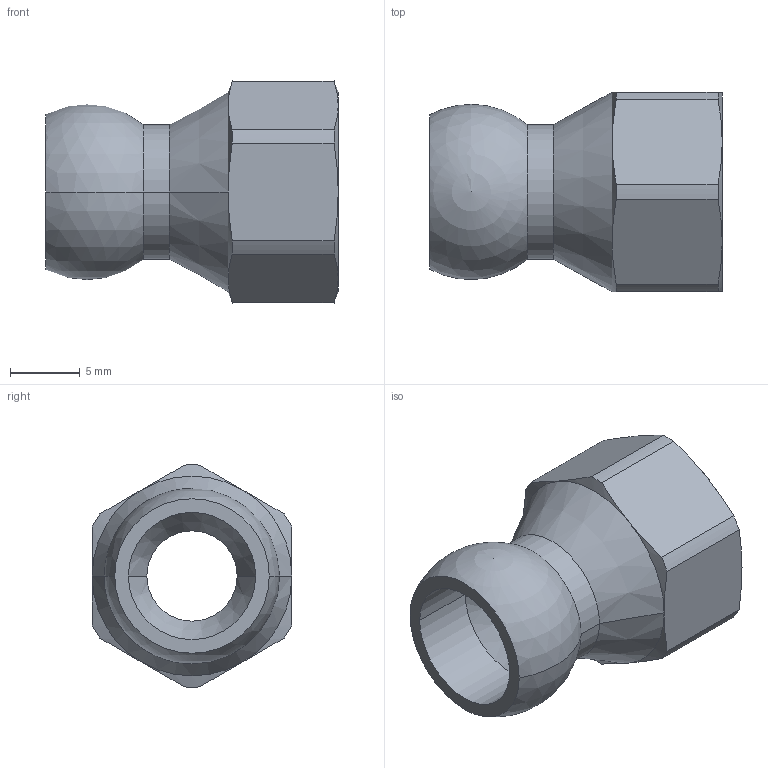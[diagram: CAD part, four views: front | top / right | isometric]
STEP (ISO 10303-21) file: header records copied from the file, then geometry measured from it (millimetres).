
FILE_DESCRIPTION (( 'STEP AP203' ), '1' );
FILE_NAME ('1-4 X 1-4 SAE Flare Nut Adapter.STEP', '2005-02-04T23:00:16', ( 'mark lockwood' ), ( 'lockwood products inc.' ), 'SwSTEP 2.0', 'SolidWorks 2004146', '' );
FILE_SCHEMA (( 'CONFIG_CONTROL_DESIGN' ));
Length unit declared in the file: inch
Products named in the file (1): 1-4 X 1-4 SAE Flare Nut Adapter
Bounding box: 20.98 x 14.33 x 15.95 mm (x, y, z)
Volume: 1440.5 mm3; surface area: 1766.7 mm2
Topology: 1 solids, 1 shells, 76 faces, 199 edges, 123 vertices
Faces by surface type: cylinder 39, cone 24, plane 8, bspline 3, sphere 2
Entity records: 3986 total; most frequent: CARTESIAN_POINT 2270, ORIENTED_EDGE 388, DIRECTION 306, EDGE_CURVE 194, AXIS2_PLACEMENT_3D 127, VERTEX_POINT 120, EDGE_LOOP 78, ADVANCED_FACE 76
